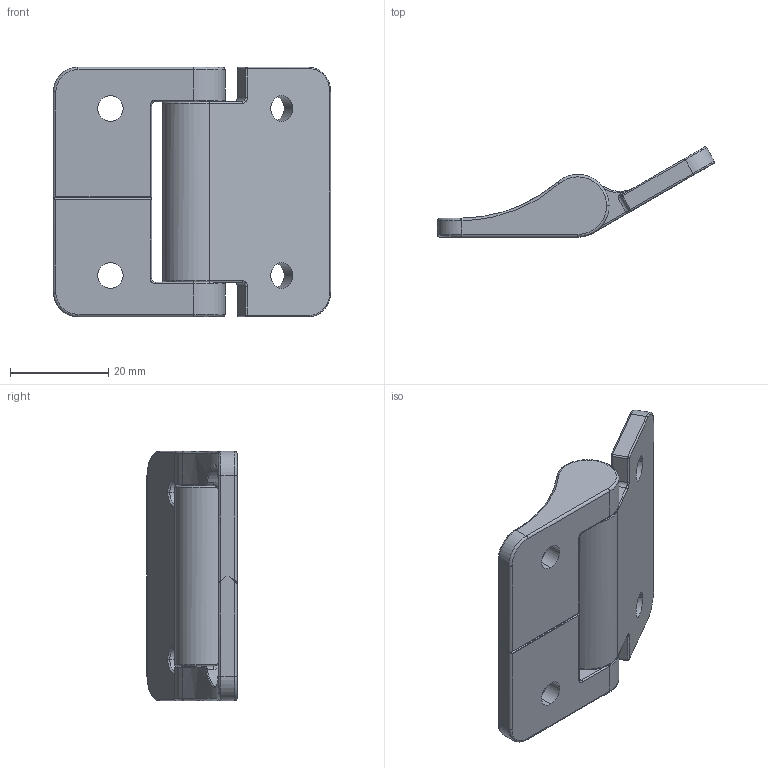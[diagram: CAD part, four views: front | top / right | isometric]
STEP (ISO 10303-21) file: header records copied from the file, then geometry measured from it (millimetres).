
FILE_DESCRIPTION (( 'STEP AP214' ), '1' );
FILE_NAME ('095032.STEP', '2014-08-27T09:09:31', ( '' ), ( '' ), 'SwSTEP 2.0', 'SolidWorks 2014', '' );
FILE_SCHEMA (( 'AUTOMOTIVE_DESIGN' ));
Length unit declared in the file: millimetre
Products named in the file (1): 095032
Bounding box: 56.43 x 18.33 x 50.8 mm (x, y, z)
Volume: 13155.1 mm3; surface area: 9018.9 mm2
Topology: 2 solids, 2 shells, 161 faces, 395 edges, 230 vertices
Faces by surface type: cylinder 71, bspline 55, plane 27, cone 8
Entity records: 8019 total; most frequent: CARTESIAN_POINT 2789, ORIENTED_EDGE 770, DIRECTION 662, EDGE_CURVE 385, AXIS2_PLACEMENT_3D 262, VERTEX_POINT 230, EDGE_LOOP 173, UNCERTAINTY_MEASURE_WITH_UNIT 165
